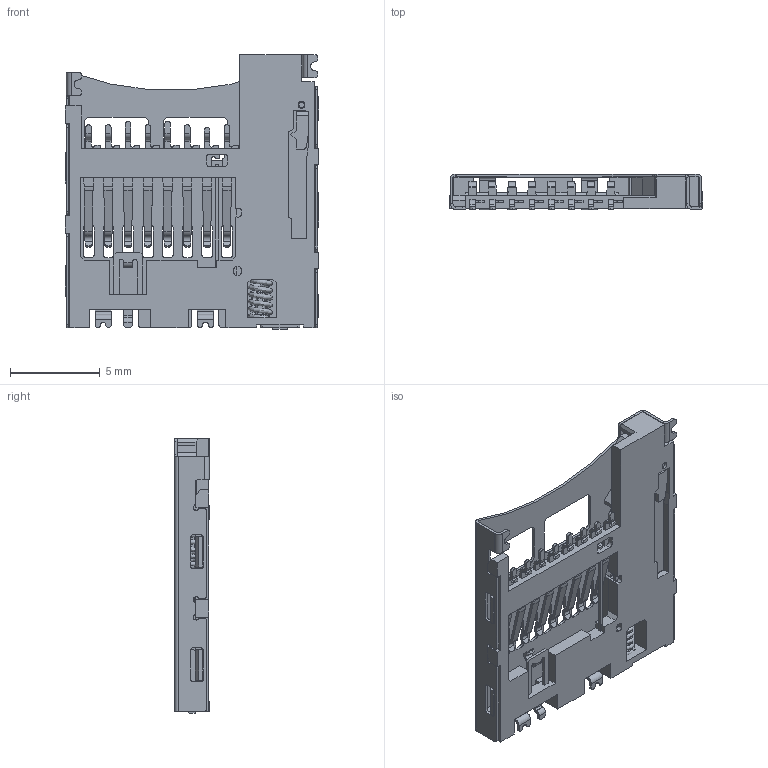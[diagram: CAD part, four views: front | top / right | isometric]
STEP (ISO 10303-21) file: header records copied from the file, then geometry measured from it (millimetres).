
FILE_DESCRIPTION (( 'STEP AP214' ), '1' );
FILE_NAME ('MEM2051-00-195-00-A.STEP', '2021-11-02T20:11:51', ( '' ), ( '' ), 'SwSTEP 2.0', 'SolidWorks 2017', '' );
FILE_SCHEMA (( 'AUTOMOTIVE_DESIGN' ));
Length unit declared in the file: millimetre
Products named in the file (1): MEM2051-00-195-00-A
Bounding box: 14.1 x 1.95 x 15.3 mm (x, y, z)
Volume: 128.5 mm3; surface area: 998.4 mm2
Topology: 30 solids, 30 shells, 1025 faces, 2767 edges, 1794 vertices
Faces by surface type: plane 610, cylinder 389, bspline 14, sphere 8, torus 4
Entity records: 37367 total; most frequent: CARTESIAN_POINT 11253, ORIENTED_EDGE 5518, DIRECTION 5248, EDGE_CURVE 2759, LINE 1950, VECTOR 1950, VERTEX_POINT 1794, AXIS2_PLACEMENT_3D 1649
